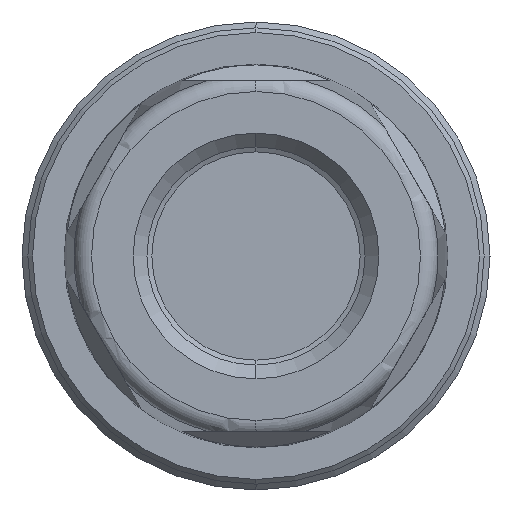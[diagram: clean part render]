
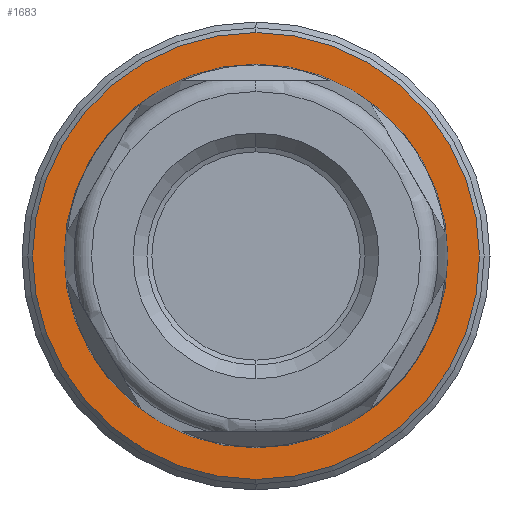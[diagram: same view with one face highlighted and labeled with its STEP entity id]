
A CAD part, left-side view. The second image highlights one B-rep face of the part: STEP entity #1683.
In plain terms, the highlighted planar face has unit normal (-1, 0, 0).
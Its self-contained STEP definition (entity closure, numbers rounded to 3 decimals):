
#45 = DIRECTION ( 'NONE',  ( 0., 0., 1. ) ) ;
#46 = DIRECTION ( 'NONE',  ( -1., 0., 0. ) ) ;
#48 = CARTESIAN_POINT ( 'NONE',  ( 28., -37.639, 0. ) ) ;
#206 = AXIS2_PLACEMENT_3D ( 'NONE', #1024, #1023, #1021 ) ;
#207 = AXIS2_PLACEMENT_3D ( 'NONE', #1012, #1006, #1005 ) ;
#208 = AXIS2_PLACEMENT_3D ( 'NONE', #1972, #1971, #1970 ) ;
#209 = AXIS2_PLACEMENT_3D ( 'NONE', #1975, #1974, #1973 ) ;
#308 = CIRCLE ( 'NONE', #208, 16.4 ) ;
#315 = CIRCLE ( 'NONE', #209, 19.1 ) ;
#460 = CIRCLE ( 'NONE', #206, 19.1 ) ;
#465 = CIRCLE ( 'NONE', #207, 16.4 ) ;
#628 = VERTEX_POINT ( 'NONE', #2959 ) ;
#852 = PLANE ( 'NONE',  #3125 ) ;
#1005 = DIRECTION ( 'NONE',  ( 0., 0., 1. ) ) ;
#1006 = DIRECTION ( 'NONE',  ( -1., 0., 0. ) ) ;
#1012 = CARTESIAN_POINT ( 'NONE',  ( 28., 0., 0. ) ) ;
#1021 = DIRECTION ( 'NONE',  ( 0., 0., 1. ) ) ;
#1023 = DIRECTION ( 'NONE',  ( -1., 0., 0. ) ) ;
#1024 = CARTESIAN_POINT ( 'NONE',  ( 28., 0., 0. ) ) ;
#1092 = ORIENTED_EDGE ( 'NONE', *, *, #2151, .F. ) ;
#1134 = ORIENTED_EDGE ( 'NONE', *, *, #2356, .T. ) ;
#1196 = ORIENTED_EDGE ( 'NONE', *, *, #2353, .F. ) ;
#1446 = ORIENTED_EDGE ( 'NONE', *, *, #2150, .T. ) ;
#1496 = EDGE_LOOP ( 'NONE', ( #1446, #1134 ) ) ;
#1497 = EDGE_LOOP ( 'NONE', ( #1196, #1092 ) ) ;
#1683 = ADVANCED_FACE ( 'NONE', ( #1822, #1821 ), #852, .T. ) ;
#1821 = FACE_BOUND ( 'NONE', #1497, .T. ) ;
#1822 = FACE_OUTER_BOUND ( 'NONE', #1496, .T. ) ;
#1970 = DIRECTION ( 'NONE',  ( 0., 0., 1. ) ) ;
#1971 = DIRECTION ( 'NONE',  ( -1., 0., 0. ) ) ;
#1972 = CARTESIAN_POINT ( 'NONE',  ( 28., 0., 0. ) ) ;
#1973 = DIRECTION ( 'NONE',  ( 0., 0., 1. ) ) ;
#1974 = DIRECTION ( 'NONE',  ( -1., 0., 0. ) ) ;
#1975 = CARTESIAN_POINT ( 'NONE',  ( 28., 0., 0. ) ) ;
#2150 = EDGE_CURVE ( 'NONE', #2882, #2885, #315, .T. ) ;
#2151 = EDGE_CURVE ( 'NONE', #628, #2847, #308, .T. ) ;
#2353 = EDGE_CURVE ( 'NONE', #2847, #628, #465, .T. ) ;
#2356 = EDGE_CURVE ( 'NONE', #2885, #2882, #460, .T. ) ;
#2580 = CARTESIAN_POINT ( 'NONE',  ( 28., 0., 16.4 ) ) ;
#2615 = CARTESIAN_POINT ( 'NONE',  ( 28., 0., -19.1 ) ) ;
#2618 = CARTESIAN_POINT ( 'NONE',  ( 28., 0., 19.1 ) ) ;
#2847 = VERTEX_POINT ( 'NONE', #2580 ) ;
#2882 = VERTEX_POINT ( 'NONE', #2615 ) ;
#2885 = VERTEX_POINT ( 'NONE', #2618 ) ;
#2959 = CARTESIAN_POINT ( 'NONE',  ( 28., 0., -16.4 ) ) ;
#3125 = AXIS2_PLACEMENT_3D ( 'NONE', #48, #46, #45 ) ;
